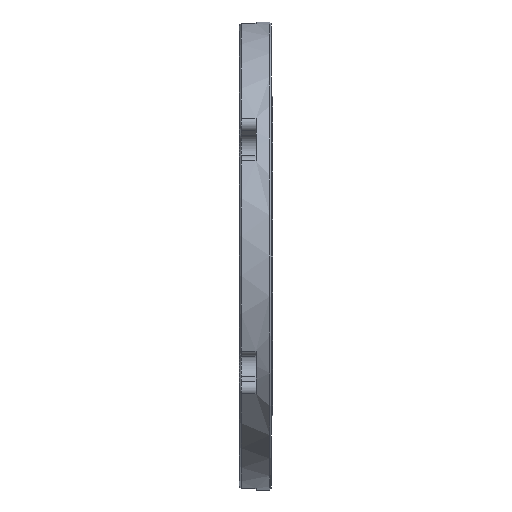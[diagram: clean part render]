
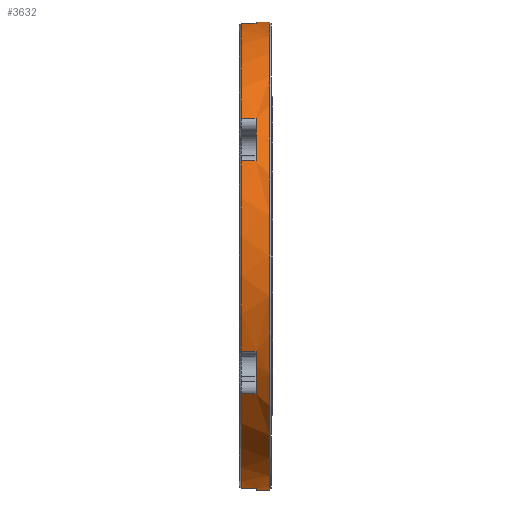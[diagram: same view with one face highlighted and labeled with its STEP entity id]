
A CAD part, left-side view. The second image highlights one B-rep face of the part: STEP entity #3632.
In plain terms, the highlighted cylindrical face has radius 42.5 mm (diameter 85 mm), a partial arc.
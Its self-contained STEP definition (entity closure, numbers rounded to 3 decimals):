
#9 = DIRECTION ( 'NONE',  ( 0., -1., 0. ) ) ;
#34 = LINE ( 'NONE', #656, #648 ) ;
#50 = DIRECTION ( 'NONE',  ( 0., -1., 0. ) ) ;
#113 = VECTOR ( 'NONE', #2370, 1000. ) ;
#124 = DIRECTION ( 'NONE',  ( 0., 0., 1. ) ) ;
#247 = CARTESIAN_POINT ( 'NONE',  ( 0., 6., 0. ) ) ;
#269 = CIRCLE ( 'NONE', #1017, 42.5 ) ;
#270 = CIRCLE ( 'NONE', #1264, 42.5 ) ;
#307 = CARTESIAN_POINT ( 'NONE',  ( -38.832, 5.7, 17.273 ) ) ;
#324 = DIRECTION ( 'NONE',  ( 0., 1., 0. ) ) ;
#403 = CARTESIAN_POINT ( 'NONE',  ( 0., 3., 0. ) ) ;
#430 = CARTESIAN_POINT ( 'NONE',  ( 0., 0.5, 42.5 ) ) ;
#436 = EDGE_CURVE ( 'NONE', #1503, #1293, #3414, .T. ) ;
#455 = CIRCLE ( 'NONE', #3662, 42.5 ) ;
#461 = LINE ( 'NONE', #3767, #1297 ) ;
#464 = EDGE_CURVE ( 'NONE', #3708, #1392, #3357, .T. ) ;
#586 = EDGE_CURVE ( 'NONE', #2512, #3717, #34, .T. ) ;
#611 = CARTESIAN_POINT ( 'NONE',  ( -34.374, 5.7, -24.993 ) ) ;
#615 = DIRECTION ( 'NONE',  ( 0., 0., 1. ) ) ;
#618 = DIRECTION ( 'NONE',  ( 0., 0., 1. ) ) ;
#620 = EDGE_CURVE ( 'NONE', #1783, #811, #455, .T. ) ;
#643 = VECTOR ( 'NONE', #1406, 1000. ) ;
#648 = VECTOR ( 'NONE', #1537, 1000. ) ;
#656 = CARTESIAN_POINT ( 'NONE',  ( -38.832, 6., 17.273 ) ) ;
#657 = ORIENTED_EDGE ( 'NONE', *, *, #3139, .F. ) ;
#669 = EDGE_CURVE ( 'NONE', #3717, #890, #270, .T. ) ;
#676 = AXIS2_PLACEMENT_3D ( 'NONE', #247, #833, #1125 ) ;
#699 = AXIS2_PLACEMENT_3D ( 'NONE', #2738, #9, #615 ) ;
#725 = ORIENTED_EDGE ( 'NONE', *, *, #620, .F. ) ;
#743 = CARTESIAN_POINT ( 'NONE',  ( -34.374, 3., -24.993 ) ) ;
#750 = CARTESIAN_POINT ( 'NONE',  ( 0., 3., 0. ) ) ;
#811 = VERTEX_POINT ( 'NONE', #2758 ) ;
#816 = EDGE_CURVE ( 'NONE', #2773, #2470, #942, .T. ) ;
#832 = EDGE_CURVE ( 'NONE', #1220, #1985, #2970, .T. ) ;
#833 = DIRECTION ( 'NONE',  ( 0., -1., 0. ) ) ;
#836 = DIRECTION ( 'NONE',  ( 0., 0., -1. ) ) ;
#853 = DIRECTION ( 'NONE',  ( 0., 1., 0. ) ) ;
#890 = VERTEX_POINT ( 'NONE', #3706 ) ;
#907 = DIRECTION ( 'NONE',  ( 0., 0., 1. ) ) ;
#912 = EDGE_LOOP ( 'NONE', ( #3102, #1426, #1889, #961, #1626, #1078, #2669, #1991, #3858, #725, #2861, #2391, #935, #657, #3703, #1230 ) ) ;
#935 = ORIENTED_EDGE ( 'NONE', *, *, #3676, .T. ) ;
#942 = LINE ( 'NONE', #2481, #1384 ) ;
#961 = ORIENTED_EDGE ( 'NONE', *, *, #1614, .T. ) ;
#988 = EDGE_CURVE ( 'NONE', #1392, #1430, #3094, .T. ) ;
#989 = EDGE_CURVE ( 'NONE', #2512, #1293, #1195, .T. ) ;
#1017 = AXIS2_PLACEMENT_3D ( 'NONE', #2615, #3813, #2138 ) ;
#1065 = DIRECTION ( 'NONE',  ( 0., -1., 0. ) ) ;
#1078 = ORIENTED_EDGE ( 'NONE', *, *, #989, .F. ) ;
#1125 = DIRECTION ( 'NONE',  ( 0., 0., -1. ) ) ;
#1164 = CARTESIAN_POINT ( 'NONE',  ( -34.374, 6., -24.993 ) ) ;
#1195 = CIRCLE ( 'NONE', #3654, 42.5 ) ;
#1220 = VERTEX_POINT ( 'NONE', #611 ) ;
#1230 = ORIENTED_EDGE ( 'NONE', *, *, #3162, .T. ) ;
#1264 = AXIS2_PLACEMENT_3D ( 'NONE', #3610, #3296, #907 ) ;
#1293 = VERTEX_POINT ( 'NONE', #2379 ) ;
#1297 = VECTOR ( 'NONE', #1065, 1000. ) ;
#1317 = CARTESIAN_POINT ( 'NONE',  ( -34.374, 6., 24.993 ) ) ;
#1384 = VECTOR ( 'NONE', #50, 1000. ) ;
#1392 = VERTEX_POINT ( 'NONE', #1924 ) ;
#1406 = DIRECTION ( 'NONE',  ( 0., -1., 0. ) ) ;
#1426 = ORIENTED_EDGE ( 'NONE', *, *, #464, .F. ) ;
#1430 = VERTEX_POINT ( 'NONE', #430 ) ;
#1477 = CARTESIAN_POINT ( 'NONE',  ( -4.457, 5.7, -42.266 ) ) ;
#1503 = VERTEX_POINT ( 'NONE', #3241 ) ;
#1527 = EDGE_CURVE ( 'NONE', #890, #811, #2003, .T. ) ;
#1537 = DIRECTION ( 'NONE',  ( 0., 1., 0. ) ) ;
#1547 = AXIS2_PLACEMENT_3D ( 'NONE', #403, #2514, #3678 ) ;
#1591 = DIRECTION ( 'NONE',  ( 0., -1., 0. ) ) ;
#1614 = EDGE_CURVE ( 'NONE', #1717, #1503, #269, .T. ) ;
#1626 = ORIENTED_EDGE ( 'NONE', *, *, #436, .T. ) ;
#1696 = CYLINDRICAL_SURFACE ( 'NONE', #676, 42.5 ) ;
#1717 = VERTEX_POINT ( 'NONE', #1778 ) ;
#1778 = CARTESIAN_POINT ( 'NONE',  ( -4.457, 5.7, 42.266 ) ) ;
#1783 = VERTEX_POINT ( 'NONE', #743 ) ;
#1889 = ORIENTED_EDGE ( 'NONE', *, *, #2146, .T. ) ;
#1924 = CARTESIAN_POINT ( 'NONE',  ( 0., 3., 42.5 ) ) ;
#1947 = DIRECTION ( 'NONE',  ( 0., 1., 0. ) ) ;
#1969 = DIRECTION ( 'NONE',  ( 0., -1., 0. ) ) ;
#1985 = VERTEX_POINT ( 'NONE', #1477 ) ;
#1991 = ORIENTED_EDGE ( 'NONE', *, *, #669, .T. ) ;
#2003 = LINE ( 'NONE', #3544, #643 ) ;
#2087 = VECTOR ( 'NONE', #1969, 1000. ) ;
#2090 = CARTESIAN_POINT ( 'NONE',  ( 0., 3., 0. ) ) ;
#2101 = CARTESIAN_POINT ( 'NONE',  ( -38.832, 3., 17.273 ) ) ;
#2138 = DIRECTION ( 'NONE',  ( 0., 0., 1. ) ) ;
#2144 = CARTESIAN_POINT ( 'NONE',  ( 0., 0.5, -42.5 ) ) ;
#2146 = EDGE_CURVE ( 'NONE', #3708, #1717, #3670, .T. ) ;
#2152 = CARTESIAN_POINT ( 'NONE',  ( -4.457, 6., 42.266 ) ) ;
#2370 = DIRECTION ( 'NONE',  ( 0., 1., 0. ) ) ;
#2379 = CARTESIAN_POINT ( 'NONE',  ( -34.374, 3., 24.993 ) ) ;
#2387 = DIRECTION ( 'NONE',  ( 0., 1., 0. ) ) ;
#2391 = ORIENTED_EDGE ( 'NONE', *, *, #832, .T. ) ;
#2428 = VERTEX_POINT ( 'NONE', #3269 ) ;
#2470 = VERTEX_POINT ( 'NONE', #2144 ) ;
#2481 = CARTESIAN_POINT ( 'NONE',  ( 0., 6., -42.5 ) ) ;
#2512 = VERTEX_POINT ( 'NONE', #2101 ) ;
#2514 = DIRECTION ( 'NONE',  ( 0., 1., 0. ) ) ;
#2547 = DIRECTION ( 'NONE',  ( 0., 1., 0. ) ) ;
#2615 = CARTESIAN_POINT ( 'NONE',  ( 0., 5.7, 0. ) ) ;
#2669 = ORIENTED_EDGE ( 'NONE', *, *, #586, .T. ) ;
#2719 = AXIS2_PLACEMENT_3D ( 'NONE', #750, #1947, #3135 ) ;
#2738 = CARTESIAN_POINT ( 'NONE',  ( 0., 5.7, 0. ) ) ;
#2758 = CARTESIAN_POINT ( 'NONE',  ( -38.832, 3., -17.273 ) ) ;
#2773 = VERTEX_POINT ( 'NONE', #2947 ) ;
#2794 = CARTESIAN_POINT ( 'NONE',  ( 0., 3., 0. ) ) ;
#2861 = ORIENTED_EDGE ( 'NONE', *, *, #3809, .T. ) ;
#2886 = CARTESIAN_POINT ( 'NONE',  ( 0., 0.5, 0. ) ) ;
#2947 = CARTESIAN_POINT ( 'NONE',  ( 0., 3., -42.5 ) ) ;
#2970 = CIRCLE ( 'NONE', #699, 42.5 ) ;
#3094 = LINE ( 'NONE', #3417, #3154 ) ;
#3102 = ORIENTED_EDGE ( 'NONE', *, *, #988, .F. ) ;
#3135 = DIRECTION ( 'NONE',  ( 0., 0., 1. ) ) ;
#3139 = EDGE_CURVE ( 'NONE', #2773, #2428, #3376, .T. ) ;
#3154 = VECTOR ( 'NONE', #1591, 1000. ) ;
#3162 = EDGE_CURVE ( 'NONE', #2470, #1430, #3753, .T. ) ;
#3241 = CARTESIAN_POINT ( 'NONE',  ( -34.374, 5.7, 24.993 ) ) ;
#3269 = CARTESIAN_POINT ( 'NONE',  ( -4.457, 3., -42.266 ) ) ;
#3295 = CARTESIAN_POINT ( 'NONE',  ( -4.457, 3., 42.266 ) ) ;
#3296 = DIRECTION ( 'NONE',  ( 0., -1., 0. ) ) ;
#3357 = CIRCLE ( 'NONE', #2719, 42.5 ) ;
#3376 = CIRCLE ( 'NONE', #1547, 42.5 ) ;
#3414 = LINE ( 'NONE', #1317, #2087 ) ;
#3417 = CARTESIAN_POINT ( 'NONE',  ( 0., 6., 42.5 ) ) ;
#3544 = CARTESIAN_POINT ( 'NONE',  ( -38.832, 6., -17.273 ) ) ;
#3610 = CARTESIAN_POINT ( 'NONE',  ( 0., 5.7, 0. ) ) ;
#3632 = ADVANCED_FACE ( 'NONE', ( #3789 ), #1696, .T. ) ;
#3654 = AXIS2_PLACEMENT_3D ( 'NONE', #2794, #2547, #124 ) ;
#3662 = AXIS2_PLACEMENT_3D ( 'NONE', #2090, #2387, #618 ) ;
#3670 = LINE ( 'NONE', #2152, #3721 ) ;
#3676 = EDGE_CURVE ( 'NONE', #1985, #2428, #461, .T. ) ;
#3678 = DIRECTION ( 'NONE',  ( 0., 0., 1. ) ) ;
#3703 = ORIENTED_EDGE ( 'NONE', *, *, #816, .T. ) ;
#3706 = CARTESIAN_POINT ( 'NONE',  ( -38.832, 5.7, -17.273 ) ) ;
#3708 = VERTEX_POINT ( 'NONE', #3295 ) ;
#3717 = VERTEX_POINT ( 'NONE', #307 ) ;
#3721 = VECTOR ( 'NONE', #324, 1000. ) ;
#3753 = CIRCLE ( 'NONE', #3872, 42.5 ) ;
#3767 = CARTESIAN_POINT ( 'NONE',  ( -4.457, 6., -42.266 ) ) ;
#3789 = FACE_OUTER_BOUND ( 'NONE', #912, .T. ) ;
#3809 = EDGE_CURVE ( 'NONE', #1783, #1220, #3864, .T. ) ;
#3813 = DIRECTION ( 'NONE',  ( 0., -1., 0. ) ) ;
#3858 = ORIENTED_EDGE ( 'NONE', *, *, #1527, .T. ) ;
#3864 = LINE ( 'NONE', #1164, #113 ) ;
#3872 = AXIS2_PLACEMENT_3D ( 'NONE', #2886, #853, #836 ) ;
